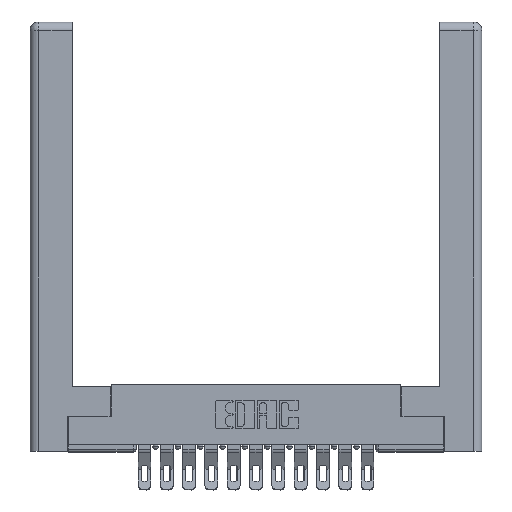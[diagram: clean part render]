
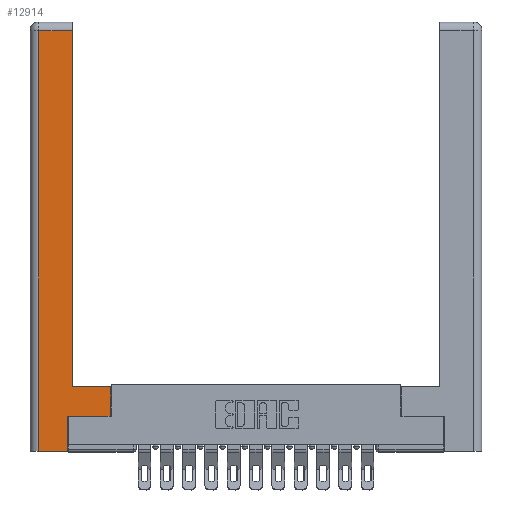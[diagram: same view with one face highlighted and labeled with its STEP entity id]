
A CAD part, top view. The second image highlights one B-rep face of the part: STEP entity #12914.
In plain terms, the highlighted planar face has unit normal (0, 0, 1).
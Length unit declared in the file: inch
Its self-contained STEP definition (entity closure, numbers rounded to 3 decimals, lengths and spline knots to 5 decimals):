
#733 = ORIENTED_EDGE ( 'NONE', *, *, #10962, .T. ) ;
#736 = ORIENTED_EDGE ( 'NONE', *, *, #5897, .T. ) ;
#820 = DIRECTION ( 'NONE',  ( 0., 0., -1. ) ) ;
#1111 = CARTESIAN_POINT ( 'NONE',  ( 0.0615, 0., 0. ) ) ;
#1533 = VERTEX_POINT ( 'NONE', #3676 ) ;
#2035 = ORIENTED_EDGE ( 'NONE', *, *, #8892, .T. ) ;
#2527 = VERTEX_POINT ( 'NONE', #13121 ) ;
#2542 = VECTOR ( 'NONE', #4209, 39.37008 ) ;
#3009 = DIRECTION ( 'NONE',  ( 1., 0., 0. ) ) ;
#3324 = EDGE_CURVE ( 'NONE', #5906, #7462, #6303, .T. ) ;
#3676 = CARTESIAN_POINT ( 'NONE',  ( 0.295, 2.94, 0. ) ) ;
#4096 = CARTESIAN_POINT ( 'NONE',  ( 0.565, 0.245, 0. ) ) ;
#4209 = DIRECTION ( 'NONE',  ( -1., 0., 0. ) ) ;
#4340 = LINE ( 'NONE', #7072, #6097 ) ;
#4774 = LINE ( 'NONE', #16597, #9358 ) ;
#4992 = VECTOR ( 'NONE', #16161, 39.37008 ) ;
#5390 = CARTESIAN_POINT ( 'NONE',  ( 0.265, 0.245, 0. ) ) ;
#5481 = CARTESIAN_POINT ( 'NONE',  ( 0.0615, 2.94, 0. ) ) ;
#5764 = VECTOR ( 'NONE', #9858, 39.37008 ) ;
#5897 = EDGE_CURVE ( 'NONE', #12465, #10828, #4340, .T. ) ;
#5906 = VERTEX_POINT ( 'NONE', #12242 ) ;
#6097 = VECTOR ( 'NONE', #15998, 39.37008 ) ;
#6303 = LINE ( 'NONE', #7748, #6365 ) ;
#6352 = VERTEX_POINT ( 'NONE', #6797 ) ;
#6365 = VECTOR ( 'NONE', #16675, 39.37008 ) ;
#6668 = LINE ( 'NONE', #4096, #14208 ) ;
#6677 = VERTEX_POINT ( 'NONE', #5390 ) ;
#6797 = CARTESIAN_POINT ( 'NONE',  ( 0.265, 0., 0. ) ) ;
#7072 = CARTESIAN_POINT ( 'NONE',  ( 0.0615, 0., 0. ) ) ;
#7106 = ORIENTED_EDGE ( 'NONE', *, *, #15526, .T. ) ;
#7169 = CARTESIAN_POINT ( 'NONE',  ( 0.0615, 2.94, 0. ) ) ;
#7462 = VERTEX_POINT ( 'NONE', #7735 ) ;
#7491 = ORIENTED_EDGE ( 'NONE', *, *, #13185, .T. ) ;
#7735 = CARTESIAN_POINT ( 'NONE',  ( 0.565, 0.45, 0. ) ) ;
#7748 = CARTESIAN_POINT ( 'NONE',  ( 0.565, 0.45, 0. ) ) ;
#7948 = LINE ( 'NONE', #5481, #2542 ) ;
#8892 = EDGE_CURVE ( 'NONE', #2527, #1533, #10970, .T. ) ;
#9358 = VECTOR ( 'NONE', #16522, 39.37008 ) ;
#9583 = LINE ( 'NONE', #13476, #9681 ) ;
#9681 = VECTOR ( 'NONE', #14926, 39.37008 ) ;
#9824 = ORIENTED_EDGE ( 'NONE', *, *, #14350, .T. ) ;
#9858 = DIRECTION ( 'NONE',  ( 0., 1., 0. ) ) ;
#10828 = VERTEX_POINT ( 'NONE', #1111 ) ;
#10900 = ORIENTED_EDGE ( 'NONE', *, *, #14047, .T. ) ;
#10962 = EDGE_CURVE ( 'NONE', #7462, #2527, #12081, .T. ) ;
#10970 = LINE ( 'NONE', #14947, #5764 ) ;
#10972 = CARTESIAN_POINT ( 'NONE',  ( 0.295, 0.45, 0. ) ) ;
#11119 = DIRECTION ( 'NONE',  ( -1., 0., 0. ) ) ;
#12081 = LINE ( 'NONE', #10972, #4992 ) ;
#12242 = CARTESIAN_POINT ( 'NONE',  ( 0.565, 0.245, 0. ) ) ;
#12348 = AXIS2_PLACEMENT_3D ( 'NONE', #12540, #820, #11119 ) ;
#12465 = VERTEX_POINT ( 'NONE', #7169 ) ;
#12540 = CARTESIAN_POINT ( 'NONE',  ( 0., 0., 0. ) ) ;
#12635 = FACE_OUTER_BOUND ( 'NONE', #13478, .T. ) ;
#12914 = ADVANCED_FACE ( 'NONE', ( #12635 ), #16551, .F. ) ;
#13121 = CARTESIAN_POINT ( 'NONE',  ( 0.295, 0.45, 0. ) ) ;
#13185 = EDGE_CURVE ( 'NONE', #1533, #12465, #7948, .T. ) ;
#13476 = CARTESIAN_POINT ( 'NONE',  ( 0.265, 0.245, 0. ) ) ;
#13478 = EDGE_LOOP ( 'NONE', ( #2035, #7491, #736, #9824, #7106, #10900, #13571, #733 ) ) ;
#13571 = ORIENTED_EDGE ( 'NONE', *, *, #3324, .T. ) ;
#14047 = EDGE_CURVE ( 'NONE', #6677, #5906, #6668, .T. ) ;
#14208 = VECTOR ( 'NONE', #3009, 39.37008 ) ;
#14350 = EDGE_CURVE ( 'NONE', #10828, #6352, #4774, .T. ) ;
#14926 = DIRECTION ( 'NONE',  ( 0., 1., 0. ) ) ;
#14947 = CARTESIAN_POINT ( 'NONE',  ( 0.295, 3., 0. ) ) ;
#15526 = EDGE_CURVE ( 'NONE', #6352, #6677, #9583, .T. ) ;
#15998 = DIRECTION ( 'NONE',  ( 0., -1., 0. ) ) ;
#16161 = DIRECTION ( 'NONE',  ( -1., 0., 0. ) ) ;
#16522 = DIRECTION ( 'NONE',  ( 1., 0., 0. ) ) ;
#16551 = PLANE ( 'NONE',  #12348 ) ;
#16597 = CARTESIAN_POINT ( 'NONE',  ( 0.265, 0., 0. ) ) ;
#16675 = DIRECTION ( 'NONE',  ( 0., 1., 0. ) ) ;
